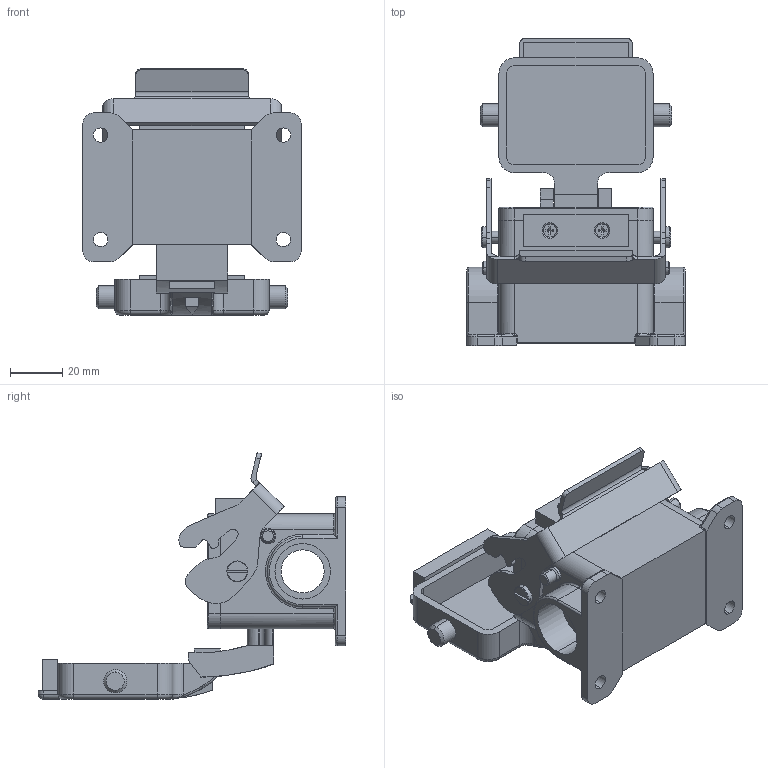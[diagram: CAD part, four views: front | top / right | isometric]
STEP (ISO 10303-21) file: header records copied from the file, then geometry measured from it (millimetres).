
FILE_DESCRIPTION (( 'STEP AP214' ), '1' );
FILE_NAME ('ZP-MC06B-2-SSM16CA.step', '2015-08-12T18:16:14', ( '' ), ( '' ), 'SwSTEP 2.0', 'SolidWorks 2014', '' );
FILE_SCHEMA (( 'AUTOMOTIVE_DESIGN' ));
Length unit declared in the file: millimetre
Products named in the file (1): ZP-MC06B-2-SSM16CA
Bounding box: 83.5 x 117.75 x 94.41 mm (x, y, z)
Volume: 95291.6 mm3; surface area: 58611.5 mm2
Topology: 11 solids, 11 shells, 526 faces, 1333 edges, 839 vertices
Faces by surface type: plane 229, cylinder 173, bspline 56, cone 34, torus 32, sphere 2
Entity records: 17488 total; most frequent: CARTESIAN_POINT 4095, ORIENTED_EDGE 2642, DIRECTION 2433, EDGE_CURVE 1321, AXIS2_PLACEMENT_3D 863, VERTEX_POINT 839, LINE 707, VECTOR 707
